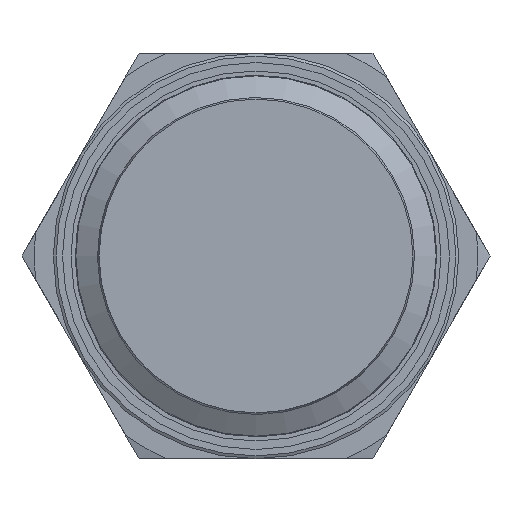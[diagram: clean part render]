
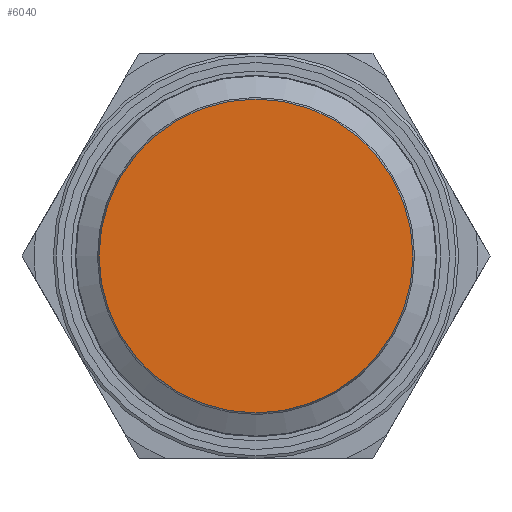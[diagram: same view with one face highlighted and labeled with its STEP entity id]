
A CAD part, left-side view. The second image highlights one B-rep face of the part: STEP entity #6040.
In plain terms, the highlighted planar face has unit normal (-1, 0, 0).
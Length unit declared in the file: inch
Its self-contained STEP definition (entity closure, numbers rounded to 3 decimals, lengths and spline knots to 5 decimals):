
#5521=CARTESIAN_POINT('',(0.,0.4355,0.0));
#5522=VERTEX_POINT('',#5521);
#5523=CARTESIAN_POINT('',(0.,0.,0.0));
#5524=DIRECTION('',(1.0,0.0,0.0));
#5525=DIRECTION('',(0.0,1.0,0.0));
#5526=AXIS2_PLACEMENT_3D('',#5523,#5524,#5525);
#5527=CIRCLE('',#5526,0.4355);
#5528=EDGE_CURVE('',#5522,#5522,#5527,.T.);
#6032=CARTESIAN_POINT('',(0.,0.21775,0.0));
#6033=DIRECTION('',(-1.0,0.0,0.0));
#6034=DIRECTION('',(0.0,0.0,1.0));
#6035=AXIS2_PLACEMENT_3D('',#6032,#6033,#6034);
#6036=PLANE('',#6035);
#6037=ORIENTED_EDGE('',*,*,#5528,.F.);
#6038=EDGE_LOOP('',(#6037));
#6039=FACE_OUTER_BOUND('',#6038,.T.);
#6040=ADVANCED_FACE('',(#6039),#6036,.T.);
